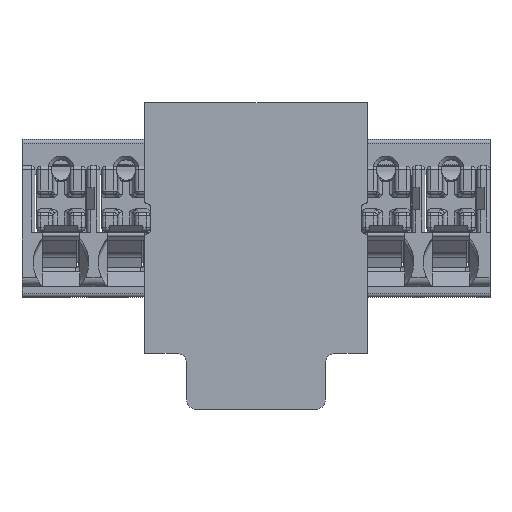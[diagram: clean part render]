
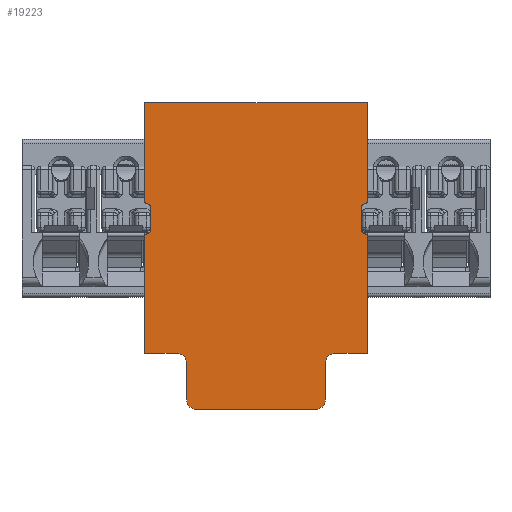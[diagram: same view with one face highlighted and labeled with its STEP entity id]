
A CAD part, top view. The second image highlights one B-rep face of the part: STEP entity #19223.
In plain terms, the highlighted planar face has unit normal (0, 0, 1).
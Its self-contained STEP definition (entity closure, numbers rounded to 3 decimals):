
#935=PLANE('',#20677);
#1358=CIRCLE('',#20645,0.148);
#1359=CIRCLE('',#20647,0.148);
#1360=CIRCLE('',#20650,0.148);
#1361=CIRCLE('',#20652,0.148);
#1362=CIRCLE('',#20656,0.5);
#1363=CIRCLE('',#20659,0.5);
#1364=CIRCLE('',#20662,0.5);
#1365=CIRCLE('',#20665,0.5);
#1366=CIRCLE('',#20669,0.148);
#1367=CIRCLE('',#20671,0.148);
#1368=CIRCLE('',#20674,0.148);
#1369=CIRCLE('',#20676,0.148);
#6539=ORIENTED_EDGE('',*,*,#9532,.T.);
#6540=ORIENTED_EDGE('',*,*,#9535,.T.);
#6541=ORIENTED_EDGE('',*,*,#9537,.T.);
#6542=ORIENTED_EDGE('',*,*,#9539,.T.);
#6543=ORIENTED_EDGE('',*,*,#9541,.T.);
#6544=ORIENTED_EDGE('',*,*,#9543,.T.);
#6545=ORIENTED_EDGE('',*,*,#9545,.T.);
#6546=ORIENTED_EDGE('',*,*,#9547,.T.);
#6547=ORIENTED_EDGE('',*,*,#9549,.T.);
#6548=ORIENTED_EDGE('',*,*,#9551,.T.);
#6549=ORIENTED_EDGE('',*,*,#9553,.T.);
#6550=ORIENTED_EDGE('',*,*,#9555,.T.);
#6551=ORIENTED_EDGE('',*,*,#9557,.T.);
#6552=ORIENTED_EDGE('',*,*,#9563,.T.);
#6553=ORIENTED_EDGE('',*,*,#9564,.T.);
#6554=ORIENTED_EDGE('',*,*,#9566,.T.);
#6555=ORIENTED_EDGE('',*,*,#9568,.T.);
#6556=ORIENTED_EDGE('',*,*,#9570,.T.);
#6557=ORIENTED_EDGE('',*,*,#9572,.T.);
#6558=ORIENTED_EDGE('',*,*,#9574,.T.);
#6559=ORIENTED_EDGE('',*,*,#9576,.T.);
#6560=ORIENTED_EDGE('',*,*,#9578,.T.);
#6561=ORIENTED_EDGE('',*,*,#9580,.T.);
#6562=ORIENTED_EDGE('',*,*,#9582,.T.);
#9532=EDGE_CURVE('',#11382,#11383,#13629,.T.);
#9535=EDGE_CURVE('',#11383,#11384,#13632,.T.);
#9537=EDGE_CURVE('',#11384,#11385,#13634,.T.);
#9539=EDGE_CURVE('',#11385,#11386,#1358,.T.);
#9541=EDGE_CURVE('',#11386,#11387,#1359,.T.);
#9543=EDGE_CURVE('',#11387,#11388,#13638,.T.);
#9545=EDGE_CURVE('',#11388,#11389,#1360,.T.);
#9547=EDGE_CURVE('',#11389,#11390,#1361,.T.);
#9549=EDGE_CURVE('',#11390,#11391,#13642,.T.);
#9551=EDGE_CURVE('',#11391,#11392,#13644,.T.);
#9553=EDGE_CURVE('',#11392,#11393,#1362,.T.);
#9555=EDGE_CURVE('',#11393,#11394,#13647,.T.);
#9557=EDGE_CURVE('',#11394,#11395,#1363,.T.);
#9563=EDGE_CURVE('',#11395,#11398,#13654,.T.);
#9564=EDGE_CURVE('',#11398,#11399,#1364,.T.);
#9566=EDGE_CURVE('',#11399,#11400,#13656,.T.);
#9568=EDGE_CURVE('',#11400,#11401,#1365,.T.);
#9570=EDGE_CURVE('',#11401,#11402,#13659,.T.);
#9572=EDGE_CURVE('',#11402,#11403,#13661,.T.);
#9574=EDGE_CURVE('',#11403,#11404,#1366,.T.);
#9576=EDGE_CURVE('',#11404,#11405,#1367,.T.);
#9578=EDGE_CURVE('',#11405,#11406,#13665,.T.);
#9580=EDGE_CURVE('',#11406,#11407,#1368,.T.);
#9582=EDGE_CURVE('',#11407,#11382,#1369,.T.);
#11382=VERTEX_POINT('',#31700);
#11383=VERTEX_POINT('',#31701);
#11384=VERTEX_POINT('',#31706);
#11385=VERTEX_POINT('',#31710);
#11386=VERTEX_POINT('',#31714);
#11387=VERTEX_POINT('',#31718);
#11388=VERTEX_POINT('',#31722);
#11389=VERTEX_POINT('',#31726);
#11390=VERTEX_POINT('',#31730);
#11391=VERTEX_POINT('',#31734);
#11392=VERTEX_POINT('',#31738);
#11393=VERTEX_POINT('',#31742);
#11394=VERTEX_POINT('',#31746);
#11395=VERTEX_POINT('',#31750);
#11398=VERTEX_POINT('',#31759);
#11399=VERTEX_POINT('',#31763);
#11400=VERTEX_POINT('',#31767);
#11401=VERTEX_POINT('',#31771);
#11402=VERTEX_POINT('',#31775);
#11403=VERTEX_POINT('',#31779);
#11404=VERTEX_POINT('',#31783);
#11405=VERTEX_POINT('',#31787);
#11406=VERTEX_POINT('',#31791);
#11407=VERTEX_POINT('',#31795);
#13629=LINE('',#31699,#15923);
#13632=LINE('',#31705,#15926);
#13634=LINE('',#31709,#15928);
#13638=LINE('',#31721,#15932);
#13642=LINE('',#31733,#15936);
#13644=LINE('',#31737,#15938);
#13647=LINE('',#31745,#15941);
#13654=LINE('',#31760,#15948);
#13656=LINE('',#31766,#15950);
#13659=LINE('',#31774,#15953);
#13661=LINE('',#31778,#15955);
#13665=LINE('',#31790,#15959);
#15923=VECTOR('',#25498,1000.);
#15926=VECTOR('',#25503,1000.);
#15928=VECTOR('',#25507,1000.);
#15932=VECTOR('',#25521,1000.);
#15936=VECTOR('',#25535,1000.);
#15938=VECTOR('',#25539,1000.);
#15941=VECTOR('',#25548,1000.);
#15948=VECTOR('',#25561,1000.);
#15950=VECTOR('',#25569,1000.);
#15953=VECTOR('',#25578,1000.);
#15955=VECTOR('',#25582,1000.);
#15959=VECTOR('',#25596,1000.);
#17014=EDGE_LOOP('',(#6539,#6540,#6541,#6542,#6543,#6544,#6545,#6546,#6547,
#6548,#6549,#6550,#6551,#6552,#6553,#6554,#6555,#6556,#6557,#6558,#6559,
#6560,#6561,#6562));
#18021=FACE_BOUND('',#17014,.T.);
#19223=ADVANCED_FACE('',(#18021),#935,.T.);
#20645=AXIS2_PLACEMENT_3D('',#31713,#25511,#25512);
#20647=AXIS2_PLACEMENT_3D('',#31717,#25516,#25517);
#20650=AXIS2_PLACEMENT_3D('',#31725,#25525,#25526);
#20652=AXIS2_PLACEMENT_3D('',#31729,#25530,#25531);
#20656=AXIS2_PLACEMENT_3D('',#31741,#25543,#25544);
#20659=AXIS2_PLACEMENT_3D('',#31749,#25552,#25553);
#20662=AXIS2_PLACEMENT_3D('',#31762,#25564,#25565);
#20665=AXIS2_PLACEMENT_3D('',#31770,#25573,#25574);
#20669=AXIS2_PLACEMENT_3D('',#31782,#25586,#25587);
#20671=AXIS2_PLACEMENT_3D('',#31786,#25591,#25592);
#20674=AXIS2_PLACEMENT_3D('',#31794,#25600,#25601);
#20676=AXIS2_PLACEMENT_3D('',#31798,#25605,#25606);
#20677=AXIS2_PLACEMENT_3D('',#31799,#25607,#25608);
#25498=DIRECTION('',(0.,1.,0.));
#25503=DIRECTION('',(-1.,0.,0.));
#25507=DIRECTION('',(0.,-1.,0.));
#25511=DIRECTION('',(0.,0.,1.));
#25512=DIRECTION('',(1.,0.,0.));
#25516=DIRECTION('',(0.,0.,-1.));
#25517=DIRECTION('',(-1.,0.,0.));
#25521=DIRECTION('',(0.,-1.,0.));
#25525=DIRECTION('',(0.,0.,-1.));
#25526=DIRECTION('',(-1.,0.,0.));
#25530=DIRECTION('',(0.,0.,1.));
#25531=DIRECTION('',(1.,0.,0.));
#25535=DIRECTION('',(0.,-1.,0.));
#25539=DIRECTION('',(1.,0.,0.));
#25543=DIRECTION('',(0.,0.,-1.));
#25544=DIRECTION('',(-1.,0.,0.));
#25548=DIRECTION('',(0.,-1.,0.));
#25552=DIRECTION('',(0.,0.,1.));
#25553=DIRECTION('',(1.,0.,0.));
#25561=DIRECTION('',(1.,0.,0.));
#25564=DIRECTION('',(0.,0.,1.));
#25565=DIRECTION('',(-1.,0.,0.));
#25569=DIRECTION('',(0.,1.,0.));
#25573=DIRECTION('',(0.,0.,-1.));
#25574=DIRECTION('',(1.,0.,0.));
#25578=DIRECTION('',(1.,0.,0.));
#25582=DIRECTION('',(0.,1.,0.));
#25586=DIRECTION('',(0.,0.,1.));
#25587=DIRECTION('',(1.,0.,0.));
#25591=DIRECTION('',(0.,0.,-1.));
#25592=DIRECTION('',(1.,0.,0.));
#25596=DIRECTION('',(0.,1.,0.));
#25600=DIRECTION('',(0.,0.,-1.));
#25601=DIRECTION('',(1.,0.,0.));
#25605=DIRECTION('',(0.,0.,1.));
#25606=DIRECTION('',(-1.,0.,0.));
#25607=DIRECTION('',(0.,0.,1.));
#25608=DIRECTION('',(1.,0.,0.));
#31699=CARTESIAN_POINT('',(6.,0.95,0.));
#31700=CARTESIAN_POINT('',(6.,0.95,0.));
#31701=CARTESIAN_POINT('',(6.,6.25,0.));
#31705=CARTESIAN_POINT('',(6.,6.25,0.));
#31706=CARTESIAN_POINT('',(-6.,6.25,0.));
#31709=CARTESIAN_POINT('',(-6.,6.25,0.));
#31710=CARTESIAN_POINT('',(-6.,0.95,0.));
#31713=CARTESIAN_POINT('',(-5.852,0.95,0.));
#31714=CARTESIAN_POINT('',(-5.85,0.802,0.));
#31717=CARTESIAN_POINT('',(-5.848,0.655,0.));
#31718=CARTESIAN_POINT('',(-5.7,0.655,0.));
#31721=CARTESIAN_POINT('',(-5.7,-0.655,0.));
#31722=CARTESIAN_POINT('',(-5.7,-0.655,0.));
#31725=CARTESIAN_POINT('',(-5.848,-0.655,0.));
#31726=CARTESIAN_POINT('',(-5.85,-0.802,0.));
#31729=CARTESIAN_POINT('',(-5.852,-0.95,0.));
#31730=CARTESIAN_POINT('',(-6.,-0.95,0.));
#31733=CARTESIAN_POINT('',(-6.,-0.95,0.));
#31734=CARTESIAN_POINT('',(-6.,-7.25,0.));
#31737=CARTESIAN_POINT('',(-6.,-7.25,0.));
#31738=CARTESIAN_POINT('',(-4.24,-7.25,0.));
#31741=CARTESIAN_POINT('',(-4.24,-7.75,0.));
#31742=CARTESIAN_POINT('',(-3.74,-7.75,0.));
#31745=CARTESIAN_POINT('',(-3.74,-7.75,0.));
#31746=CARTESIAN_POINT('',(-3.74,-9.75,0.));
#31749=CARTESIAN_POINT('',(-3.24,-9.75,0.));
#31750=CARTESIAN_POINT('',(-3.24,-10.25,0.));
#31759=CARTESIAN_POINT('',(3.24,-10.25,0.));
#31760=CARTESIAN_POINT('',(-3.24,-10.25,0.));
#31762=CARTESIAN_POINT('',(3.24,-9.75,0.));
#31763=CARTESIAN_POINT('',(3.74,-9.75,0.));
#31766=CARTESIAN_POINT('',(3.74,-7.75,0.));
#31767=CARTESIAN_POINT('',(3.74,-7.75,0.));
#31770=CARTESIAN_POINT('',(4.24,-7.75,0.));
#31771=CARTESIAN_POINT('',(4.24,-7.25,0.));
#31774=CARTESIAN_POINT('',(6.,-7.25,0.));
#31775=CARTESIAN_POINT('',(6.,-7.25,0.));
#31778=CARTESIAN_POINT('',(6.,-7.25,0.));
#31779=CARTESIAN_POINT('',(6.,-0.95,0.));
#31782=CARTESIAN_POINT('',(5.852,-0.95,0.));
#31783=CARTESIAN_POINT('',(5.85,-0.802,0.));
#31786=CARTESIAN_POINT('',(5.848,-0.655,0.));
#31787=CARTESIAN_POINT('',(5.7,-0.655,0.));
#31790=CARTESIAN_POINT('',(5.7,-0.655,0.));
#31791=CARTESIAN_POINT('',(5.7,0.655,0.));
#31794=CARTESIAN_POINT('',(5.848,0.655,0.));
#31795=CARTESIAN_POINT('',(5.85,0.802,0.));
#31798=CARTESIAN_POINT('',(5.852,0.95,0.));
#31799=CARTESIAN_POINT('',(-5.852,0.95,0.));
